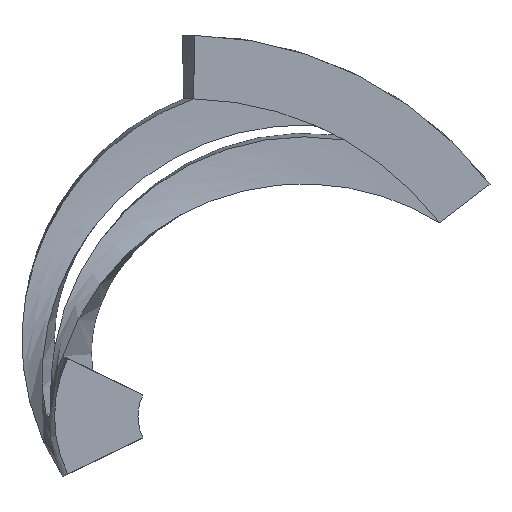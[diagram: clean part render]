
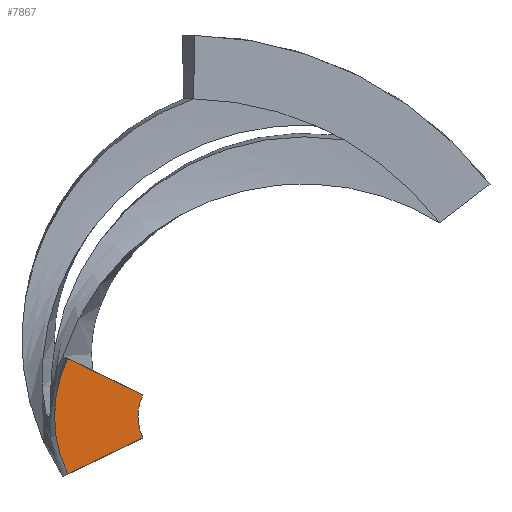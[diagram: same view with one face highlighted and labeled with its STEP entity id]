
A CAD part, left-side view. The second image highlights one B-rep face of the part: STEP entity #7867.
In plain terms, the highlighted planar face has unit normal (-1, 0, 0).
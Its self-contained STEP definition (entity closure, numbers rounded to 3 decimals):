
#396 = SURFACE_OF_REVOLUTION('',#397,#416);
#397 = B_SPLINE_CURVE_WITH_KNOTS('',3,(#398,#399,#400,#401,#402,#403,
    #404,#405,#406,#407,#408,#409,#410,#411,#412,#413,#414,#415),
  .UNSPECIFIED.,.F.,.F.,(4,1,1,1,1,1,1,1,1,1,1,1,1,1,1,4),(0.,
    1.026,2.052,3.078,4.104,
    5.13,6.156,7.182,8.208,
    9.234,10.26,11.286,12.312,
    13.338,14.364,15.39),.UNSPECIFIED.);
#398 = CARTESIAN_POINT('',(0.,51.806,24.948));
#399 = CARTESIAN_POINT('',(0.342,51.806,24.948
    ));
#400 = CARTESIAN_POINT('',(1.026,51.811,
    24.951));
#401 = CARTESIAN_POINT('',(2.052,51.835,24.963
    ));
#402 = CARTESIAN_POINT('',(3.077,51.877,
    24.982));
#403 = CARTESIAN_POINT('',(4.101,51.936,25.011
    ));
#404 = CARTESIAN_POINT('',(5.123,52.014,
    25.048));
#405 = CARTESIAN_POINT('',(6.143,52.111,
    25.095));
#406 = CARTESIAN_POINT('',(7.161,52.228,
    25.152));
#407 = CARTESIAN_POINT('',(8.176,52.366,
    25.218));
#408 = CARTESIAN_POINT('',(9.186,52.527,25.295
    ));
#409 = CARTESIAN_POINT('',(10.192,52.709,
    25.383));
#410 = CARTESIAN_POINT('',(11.192,52.916,
    25.483));
#411 = CARTESIAN_POINT('',(12.186,53.146,
    25.594));
#412 = CARTESIAN_POINT('',(13.172,53.401,
    25.717));
#413 = CARTESIAN_POINT('',(14.15,53.682,
    25.852));
#414 = CARTESIAN_POINT('',(14.795,53.887,
    25.951));
#415 = CARTESIAN_POINT('',(15.116,53.994,
    26.002));
#416 = AXIS1_PLACEMENT('',#417,#418);
#417 = CARTESIAN_POINT('',(0.,0.,0.));
#418 = DIRECTION('',(-1.,-0.,-0.));
#4230 = PLANE('',#4231);
#4231 = AXIS2_PLACEMENT_3D('',#4232,#4233,#4234);
#4232 = CARTESIAN_POINT('',(16.61,36.842,
    17.742));
#4233 = DIRECTION('',(-0.,0.434,-0.901));
#4234 = DIRECTION('',(-1.,0.,0.));
#5607 = SURFACE_OF_REVOLUTION('',#5608,#5647);
#5608 = B_SPLINE_CURVE_WITH_KNOTS('',3,(#5609,#5610,#5611,#5612,#5613,
    #5614,#5615,#5616,#5617,#5618,#5619,#5620,#5621,#5622,#5623,#5624,
    #5625,#5626,#5627,#5628,#5629,#5630,#5631,#5632,#5633,#5634,#5635,
    #5636,#5637,#5638,#5639,#5640,#5641,#5642,#5643,#5644,#5645,#5646),
  .UNSPECIFIED.,.F.,.F.,(4,1,1,1,1,1,1,1,1,1,1,1,1,1,1,1,1,1,1,1,1,1,1,1
    ,1,1,1,1,1,1,1,1,1,1,1,4),(0.,1.468,2.935,
    4.403,5.87,7.338,8.805,
    10.273,11.74,13.208,14.675,
    16.143,17.611,19.078,20.546,
    22.013,23.481,24.948,26.416,
    27.883,29.351,30.818,32.286,
    33.753,35.221,36.688,38.156,
    39.623,41.091,42.558,44.026,
    45.494,46.961,48.429,49.896,
    51.364),.UNSPECIFIED.);
#5609 = CARTESIAN_POINT('',(0.,19.371,9.329));
#5610 = CARTESIAN_POINT('',(0.489,19.371,
    9.329));
#5611 = CARTESIAN_POINT('',(1.468,19.381,
    9.333));
#5612 = CARTESIAN_POINT('',(2.934,19.425,
    9.355));
#5613 = CARTESIAN_POINT('',(4.4,19.502,
    9.391));
#5614 = CARTESIAN_POINT('',(5.862,19.61,
    9.444));
#5615 = CARTESIAN_POINT('',(7.322,19.753,
    9.512));
#5616 = CARTESIAN_POINT('',(8.776,19.929,
    9.598));
#5617 = CARTESIAN_POINT('',(10.225,20.142,
    9.7));
#5618 = CARTESIAN_POINT('',(11.666,20.392,9.82)
  );
#5619 = CARTESIAN_POINT('',(13.099,20.679,
    9.958));
#5620 = CARTESIAN_POINT('',(14.522,21.004,
    10.115));
#5621 = CARTESIAN_POINT('',(15.932,21.369,
    10.291));
#5622 = CARTESIAN_POINT('',(17.33,21.773,
    10.485));
#5623 = CARTESIAN_POINT('',(18.712,22.217,
    10.699));
#5624 = CARTESIAN_POINT('',(20.078,22.702,
    10.933));
#5625 = CARTESIAN_POINT('',(21.425,23.227,
    11.186));
#5626 = CARTESIAN_POINT('',(22.752,23.793,
    11.458));
#5627 = CARTESIAN_POINT('',(24.057,24.398,
    11.75));
#5628 = CARTESIAN_POINT('',(25.338,25.043,
    12.06));
#5629 = CARTESIAN_POINT('',(26.594,25.727,
    12.39));
#5630 = CARTESIAN_POINT('',(27.824,26.45,
    12.737));
#5631 = CARTESIAN_POINT('',(29.026,27.209,
    13.103));
#5632 = CARTESIAN_POINT('',(30.199,28.003,
    13.486));
#5633 = CARTESIAN_POINT('',(31.342,28.833,
    13.885));
#5634 = CARTESIAN_POINT('',(32.455,29.695,
    14.3));
#5635 = CARTESIAN_POINT('',(33.536,30.589,
    14.731));
#5636 = CARTESIAN_POINT('',(34.586,31.513,
    15.176));
#5637 = CARTESIAN_POINT('',(35.604,32.466,
    15.635));
#5638 = CARTESIAN_POINT('',(36.59,33.446,
    16.107));
#5639 = CARTESIAN_POINT('',(37.544,34.45,
    16.59));
#5640 = CARTESIAN_POINT('',(38.467,35.479,
    17.086));
#5641 = CARTESIAN_POINT('',(39.358,36.53,
    17.592));
#5642 = CARTESIAN_POINT('',(40.218,37.602,
    18.108));
#5643 = CARTESIAN_POINT('',(41.047,38.693,
    18.633));
#5644 = CARTESIAN_POINT('',(41.846,39.802,
    19.168));
#5645 = CARTESIAN_POINT('',(42.359,40.552,
    19.529));
#5646 = CARTESIAN_POINT('',(42.611,40.93,
    19.711));
#5647 = AXIS1_PLACEMENT('',#5648,#5649);
#5648 = CARTESIAN_POINT('',(0.,0.,0.));
#5649 = DIRECTION('',(-1.,-0.,-0.));
#5663 = VERTEX_POINT('',#5664);
#5664 = CARTESIAN_POINT('',(0.,51.806,24.948));
#5715 = EDGE_CURVE('',#5663,#5716,#5718,.T.);
#5716 = VERTEX_POINT('',#5717);
#5717 = CARTESIAN_POINT('',(0.,51.806,-24.948));
#5718 = SURFACE_CURVE('',#5719,(#5724,#5731),.PCURVE_S1.);
#5719 = CIRCLE('',#5720,57.5);
#5720 = AXIS2_PLACEMENT_3D('',#5721,#5722,#5723);
#5721 = CARTESIAN_POINT('',(0.,0.,0.));
#5722 = DIRECTION('',(-1.,0.,-0.));
#5723 = DIRECTION('',(-0.,0.901,0.434));
#5724 = PCURVE('',#396,#5725);
#5725 = DEFINITIONAL_REPRESENTATION('',(#5726),#5730);
#5726 = LINE('',#5727,#5728);
#5727 = CARTESIAN_POINT('',(0.,0.));
#5728 = VECTOR('',#5729,1.);
#5729 = DIRECTION('',(1.,0.));
#5730 = ( GEOMETRIC_REPRESENTATION_CONTEXT(2) 
PARAMETRIC_REPRESENTATION_CONTEXT() REPRESENTATION_CONTEXT('2D SPACE',''
  ) );
#5731 = PCURVE('',#5732,#5737);
#5732 = PLANE('',#5733);
#5733 = AXIS2_PLACEMENT_3D('',#5734,#5735,#5736);
#5734 = CARTESIAN_POINT('',(0.,0.,0.));
#5735 = DIRECTION('',(-1.,-0.,-0.));
#5736 = DIRECTION('',(-0.,0.901,0.434));
#5737 = DEFINITIONAL_REPRESENTATION('',(#5738),#5742);
#5738 = CIRCLE('',#5739,57.5);
#5739 = AXIS2_PLACEMENT_2D('',#5740,#5741);
#5740 = CARTESIAN_POINT('',(0.,0.));
#5741 = DIRECTION('',(1.,0.));
#5742 = ( GEOMETRIC_REPRESENTATION_CONTEXT(2) 
PARAMETRIC_REPRESENTATION_CONTEXT() REPRESENTATION_CONTEXT('2D SPACE',''
  ) );
#5773 = PLANE('',#5774);
#5774 = AXIS2_PLACEMENT_3D('',#5775,#5776,#5777);
#5775 = CARTESIAN_POINT('',(16.61,36.842,
    -17.742));
#5776 = DIRECTION('',(-0.,-0.434,-0.901));
#5777 = DIRECTION('',(-1.,0.,0.));
#7582 = EDGE_CURVE('',#7583,#5663,#7585,.T.);
#7583 = VERTEX_POINT('',#7584);
#7584 = CARTESIAN_POINT('',(0.,19.371,9.329));
#7585 = SURFACE_CURVE('',#7586,(#7590,#7597),.PCURVE_S1.);
#7586 = LINE('',#7587,#7588);
#7587 = CARTESIAN_POINT('',(0.,19.371,9.329));
#7588 = VECTOR('',#7589,1.);
#7589 = DIRECTION('',(0.,0.901,0.434));
#7590 = PCURVE('',#4230,#7591);
#7591 = DEFINITIONAL_REPRESENTATION('',(#7592),#7596);
#7592 = LINE('',#7593,#7594);
#7593 = CARTESIAN_POINT('',(16.61,-19.391));
#7594 = VECTOR('',#7595,1.);
#7595 = DIRECTION('',(0.,1.));
#7596 = ( GEOMETRIC_REPRESENTATION_CONTEXT(2) 
PARAMETRIC_REPRESENTATION_CONTEXT() REPRESENTATION_CONTEXT('2D SPACE',''
  ) );
#7597 = PCURVE('',#5732,#7598);
#7598 = DEFINITIONAL_REPRESENTATION('',(#7599),#7603);
#7599 = LINE('',#7600,#7601);
#7600 = CARTESIAN_POINT('',(21.5,-0.));
#7601 = VECTOR('',#7602,1.);
#7602 = DIRECTION('',(1.,-0.));
#7603 = ( GEOMETRIC_REPRESENTATION_CONTEXT(2) 
PARAMETRIC_REPRESENTATION_CONTEXT() REPRESENTATION_CONTEXT('2D SPACE',''
  ) );
#7702 = EDGE_CURVE('',#7583,#7703,#7705,.T.);
#7703 = VERTEX_POINT('',#7704);
#7704 = CARTESIAN_POINT('',(0.,19.371,-9.329));
#7705 = SURFACE_CURVE('',#7706,(#7711,#7718),.PCURVE_S1.);
#7706 = CIRCLE('',#7707,21.5);
#7707 = AXIS2_PLACEMENT_3D('',#7708,#7709,#7710);
#7708 = CARTESIAN_POINT('',(0.,0.,0.));
#7709 = DIRECTION('',(-1.,0.,-0.));
#7710 = DIRECTION('',(-0.,0.901,0.434));
#7711 = PCURVE('',#5607,#7712);
#7712 = DEFINITIONAL_REPRESENTATION('',(#7713),#7717);
#7713 = LINE('',#7714,#7715);
#7714 = CARTESIAN_POINT('',(0.,0.));
#7715 = VECTOR('',#7716,1.);
#7716 = DIRECTION('',(1.,0.));
#7717 = ( GEOMETRIC_REPRESENTATION_CONTEXT(2) 
PARAMETRIC_REPRESENTATION_CONTEXT() REPRESENTATION_CONTEXT('2D SPACE',''
  ) );
#7718 = PCURVE('',#5732,#7719);
#7719 = DEFINITIONAL_REPRESENTATION('',(#7720),#7724);
#7720 = CIRCLE('',#7721,21.5);
#7721 = AXIS2_PLACEMENT_2D('',#7722,#7723);
#7722 = CARTESIAN_POINT('',(0.,0.));
#7723 = DIRECTION('',(1.,-0.));
#7724 = ( GEOMETRIC_REPRESENTATION_CONTEXT(2) 
PARAMETRIC_REPRESENTATION_CONTEXT() REPRESENTATION_CONTEXT('2D SPACE',''
  ) );
#7844 = EDGE_CURVE('',#7703,#5716,#7845,.T.);
#7845 = SURFACE_CURVE('',#7846,(#7850,#7857),.PCURVE_S1.);
#7846 = LINE('',#7847,#7848);
#7847 = CARTESIAN_POINT('',(0.,19.371,-9.329));
#7848 = VECTOR('',#7849,1.);
#7849 = DIRECTION('',(0.,0.901,-0.434));
#7850 = PCURVE('',#5773,#7851);
#7851 = DEFINITIONAL_REPRESENTATION('',(#7852),#7856);
#7852 = LINE('',#7853,#7854);
#7853 = CARTESIAN_POINT('',(16.61,-19.391));
#7854 = VECTOR('',#7855,1.);
#7855 = DIRECTION('',(0.,1.));
#7856 = ( GEOMETRIC_REPRESENTATION_CONTEXT(2) 
PARAMETRIC_REPRESENTATION_CONTEXT() REPRESENTATION_CONTEXT('2D SPACE',''
  ) );
#7857 = PCURVE('',#5732,#7858);
#7858 = DEFINITIONAL_REPRESENTATION('',(#7859),#7863);
#7859 = LINE('',#7860,#7861);
#7860 = CARTESIAN_POINT('',(13.405,16.809));
#7861 = VECTOR('',#7862,1.);
#7862 = DIRECTION('',(0.623,0.782));
#7863 = ( GEOMETRIC_REPRESENTATION_CONTEXT(2) 
PARAMETRIC_REPRESENTATION_CONTEXT() REPRESENTATION_CONTEXT('2D SPACE',''
  ) );
#7867 = ADVANCED_FACE('',(#7868),#5732,.T.);
#7868 = FACE_BOUND('',#7869,.F.);
#7869 = EDGE_LOOP('',(#7870,#7871,#7872,#7873));
#7870 = ORIENTED_EDGE('',*,*,#7702,.T.);
#7871 = ORIENTED_EDGE('',*,*,#7844,.T.);
#7872 = ORIENTED_EDGE('',*,*,#5715,.F.);
#7873 = ORIENTED_EDGE('',*,*,#7582,.F.);
